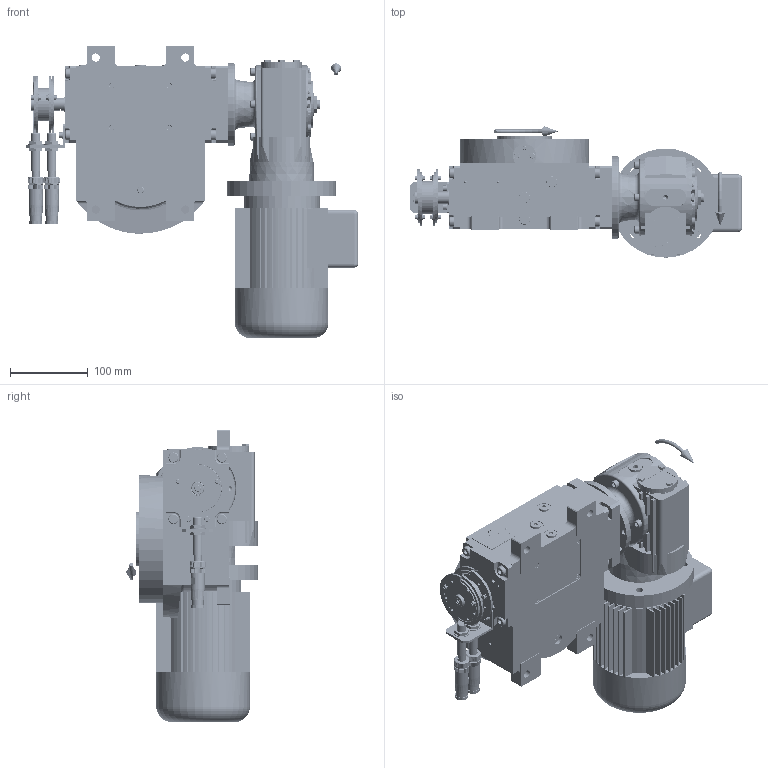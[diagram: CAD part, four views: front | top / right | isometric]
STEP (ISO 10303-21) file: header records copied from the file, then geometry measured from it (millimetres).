
FILE_DESCRIPTION (( 'STEP AP214' ), '1' );
FILE_NAME ('PC5200387.step', '2024-06-12T13:49:00', ( '' ), ( '' ), 'SwSTEP 2.0', 'SolidWorks 2020', '' );
FILE_SCHEMA (( 'AUTOMOTIVE_DESIGN' ));
Length unit declared in the file: millimetre
Products named in the file (86): cfn2000_01_129; TN63A4B5; cfn2003_01_063; AS_rig04_002_bl_004; cfn2073_01_011; CFN2155_01_007.stp; AS_900_38_30_003; CFN2010_02_002.stp; rig04_071_8_m.stp; cfn2000_01_147; cfn2104_01_016; cfn2155_01_055; RIG04_005_AF0.stp; rig04_007_master; olio_agip_blasia_150; cfn2151_01_087; AS_rig04_004; CBF40_F1_LCB_SX_63B5; AS_rig04_004_s_002; cfn2107_01_001; rig04_002_bl_004; freccia_angolare_albero; CFN2000_01_185.stp; AS_900_00_00_005; AS_rig04_004_s_001; cfn2155_01_038; cfn2070_05_001; 900_38_30_003; cfn2000_01_161; cfn2205_01_012; rig04_004; AS_rig04_071_8_m; rig04_001_a; AS_900_38_10_028; cfn2055_01_002; 900_38_10_028; rig04_004_s_001; cfn2476_01_001_48x38; rig04_004_s_002; CFN2104_02_017.stp ...
Assembly tree (83 placements, depth 5):
  rig04_007_master
  olio_agip_blasia_150
  cfn2151_01_087
  cfn2205_01_012
  cfn2115_02_213
Bounding box: 426 x 168.5 x 375 mm (x, y, z)
Volume: 4857328.5 mm3; surface area: 798055.6 mm2
Topology: 84 solids, 87 shells, 5637 faces, 14232 edges, 9029 vertices
Faces by surface type: plane 2745, cylinder 1850, cone 939, torus 92, sphere 10, bspline 1
Entity records: 146064 total; most frequent: CARTESIAN_POINT 32899, DIRECTION 22774, ORIENTED_EDGE 22218, EDGE_CURVE 11109, AXIS2_PLACEMENT_3D 8231, VERTEX_POINT 7119, LINE 6312, VECTOR 6312
